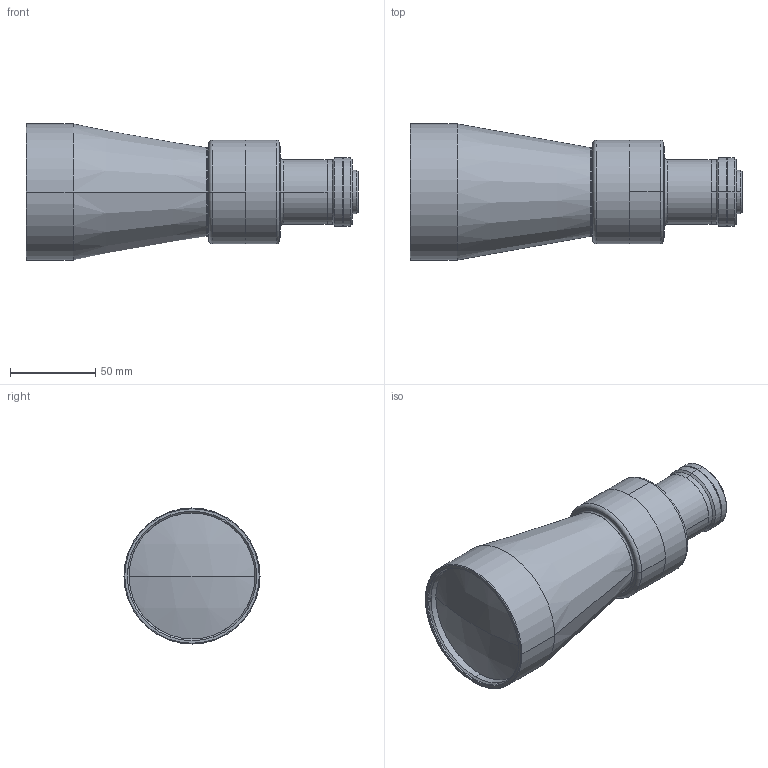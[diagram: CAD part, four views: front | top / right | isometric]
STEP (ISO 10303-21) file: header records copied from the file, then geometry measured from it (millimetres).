
FILE_DESCRIPTION (( 'STEP AP214' ), '1' );
FILE_NAME ('TC13056.STEP', '2015-06-19T12:46:19', ( '' ), ( '' ), 'SwSTEP 2.0', 'SolidWorks 2013', '' );
FILE_SCHEMA (( 'AUTOMOTIVE_DESIGN' ));
Length unit declared in the file: millimetre
Products named in the file (1): TC13056
Bounding box: 195.04 x 80 x 80 mm (x, y, z)
Surface area: 55882.6 mm2 (no closed solid volume)
Topology: 0 solids, 12 shells, 87 faces, 227 edges, 155 vertices
Faces by surface type: cylinder 36, plane 23, torus 12, cone 12, sphere 4
Entity records: 3719 total; most frequent: DIRECTION 549, CARTESIAN_POINT 488, ORIENTED_EDGE 379, AXIS2_PLACEMENT_3D 240, EDGE_CURVE 227, VERTEX_POINT 155, CIRCLE 152, EDGE_LOOP 108
